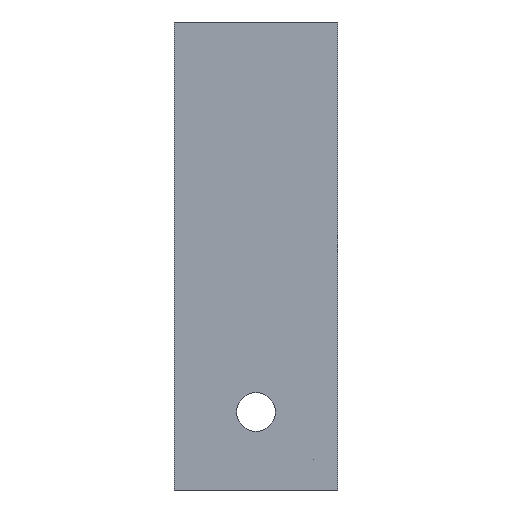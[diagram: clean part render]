
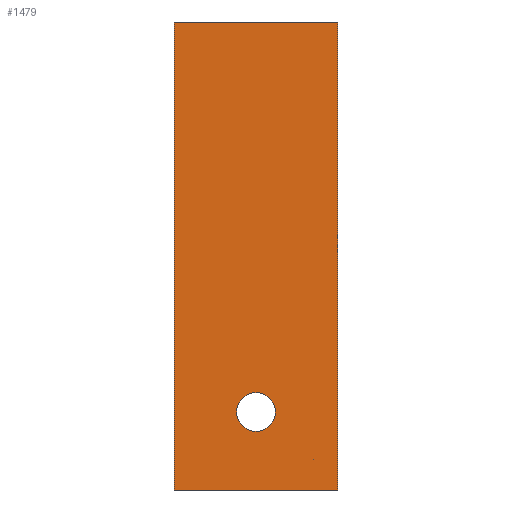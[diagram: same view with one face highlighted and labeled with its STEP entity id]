
A CAD part, front view. The second image highlights one B-rep face of the part: STEP entity #1479.
In plain terms, the highlighted planar face has unit normal (0, -1, 0).
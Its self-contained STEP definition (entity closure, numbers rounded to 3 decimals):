
#1 = DIRECTION ( 'NONE',  ( 0., -1., 0. ) ) ;
#13 = EDGE_CURVE ( 'NONE', #70, #1286, #763, .T. ) ;
#55 = AXIS2_PLACEMENT_3D ( 'NONE', #1305, #1, #521 ) ;
#70 = VERTEX_POINT ( 'NONE', #219 ) ;
#76 = ORIENTED_EDGE ( 'NONE', *, *, #1359, .T. ) ;
#83 = AXIS2_PLACEMENT_3D ( 'NONE', #886, #1409, #1239 ) ;
#100 = ORIENTED_EDGE ( 'NONE', *, *, #1021, .T. ) ;
#117 = CARTESIAN_POINT ( 'NONE',  ( 21., 0., 0. ) ) ;
#219 = CARTESIAN_POINT ( 'NONE',  ( 21., 0., 0. ) ) ;
#265 = EDGE_LOOP ( 'NONE', ( #76, #100 ) ) ;
#266 = DIRECTION ( 'NONE',  ( -1., 0., 0. ) ) ;
#271 = ORIENTED_EDGE ( 'NONE', *, *, #1618, .F. ) ;
#365 = VERTEX_POINT ( 'NONE', #554 ) ;
#384 = VECTOR ( 'NONE', #266, 1000. ) ;
#392 = CARTESIAN_POINT ( 'NONE',  ( 0., 0., -60. ) ) ;
#432 = DIRECTION ( 'NONE',  ( 0., 0., 1. ) ) ;
#474 = CARTESIAN_POINT ( 'NONE',  ( 21., 0., -60. ) ) ;
#491 = CARTESIAN_POINT ( 'NONE',  ( 10.5, 0., -52.5 ) ) ;
#493 = DIRECTION ( 'NONE',  ( 0., 1., 0. ) ) ;
#521 = DIRECTION ( 'NONE',  ( 0., 0., -1. ) ) ;
#554 = CARTESIAN_POINT ( 'NONE',  ( 0., 0., 0. ) ) ;
#586 = EDGE_LOOP ( 'NONE', ( #271, #956, #1406, #625 ) ) ;
#599 = CARTESIAN_POINT ( 'NONE',  ( 10.5, 0., -50. ) ) ;
#625 = ORIENTED_EDGE ( 'NONE', *, *, #1276, .F. ) ;
#632 = DIRECTION ( 'NONE',  ( 1., 0., 0. ) ) ;
#748 = VERTEX_POINT ( 'NONE', #491 ) ;
#763 = LINE ( 'NONE', #117, #771 ) ;
#771 = VECTOR ( 'NONE', #1538, 1000. ) ;
#823 = VERTEX_POINT ( 'NONE', #991 ) ;
#844 = CIRCLE ( 'NONE', #83, 2.5 ) ;
#886 = CARTESIAN_POINT ( 'NONE',  ( 10.5, 0., -50. ) ) ;
#956 = ORIENTED_EDGE ( 'NONE', *, *, #1153, .F. ) ;
#974 = LINE ( 'NONE', #1353, #1531 ) ;
#991 = CARTESIAN_POINT ( 'NONE',  ( 10.5, 0., -47.5 ) ) ;
#1000 = LINE ( 'NONE', #1106, #1494 ) ;
#1021 = EDGE_CURVE ( 'NONE', #823, #748, #1492, .T. ) ;
#1042 = FACE_BOUND ( 'NONE', #265, .T. ) ;
#1106 = CARTESIAN_POINT ( 'NONE',  ( 0., 0., 0. ) ) ;
#1125 = VERTEX_POINT ( 'NONE', #1637 ) ;
#1153 = EDGE_CURVE ( 'NONE', #1286, #1125, #1568, .T. ) ;
#1239 = DIRECTION ( 'NONE',  ( 0., 0., 1. ) ) ;
#1276 = EDGE_CURVE ( 'NONE', #365, #70, #1000, .T. ) ;
#1286 = VERTEX_POINT ( 'NONE', #474 ) ;
#1294 = FACE_OUTER_BOUND ( 'NONE', #586, .T. ) ;
#1305 = CARTESIAN_POINT ( 'NONE',  ( 0., 0., 0. ) ) ;
#1353 = CARTESIAN_POINT ( 'NONE',  ( 0., 0., 0. ) ) ;
#1359 = EDGE_CURVE ( 'NONE', #748, #823, #844, .T. ) ;
#1370 = DIRECTION ( 'NONE',  ( 0., 0., 1. ) ) ;
#1406 = ORIENTED_EDGE ( 'NONE', *, *, #13, .F. ) ;
#1409 = DIRECTION ( 'NONE',  ( 0., 1., 0. ) ) ;
#1479 = ADVANCED_FACE ( 'NONE', ( #1294, #1042 ), #1580, .T. ) ;
#1492 = CIRCLE ( 'NONE', #1657, 2.5 ) ;
#1494 = VECTOR ( 'NONE', #632, 1000. ) ;
#1531 = VECTOR ( 'NONE', #432, 1000. ) ;
#1538 = DIRECTION ( 'NONE',  ( 0., 0., -1. ) ) ;
#1568 = LINE ( 'NONE', #392, #384 ) ;
#1580 = PLANE ( 'NONE',  #55 ) ;
#1618 = EDGE_CURVE ( 'NONE', #1125, #365, #974, .T. ) ;
#1637 = CARTESIAN_POINT ( 'NONE',  ( 0., 0., -60. ) ) ;
#1657 = AXIS2_PLACEMENT_3D ( 'NONE', #599, #493, #1370 ) ;
